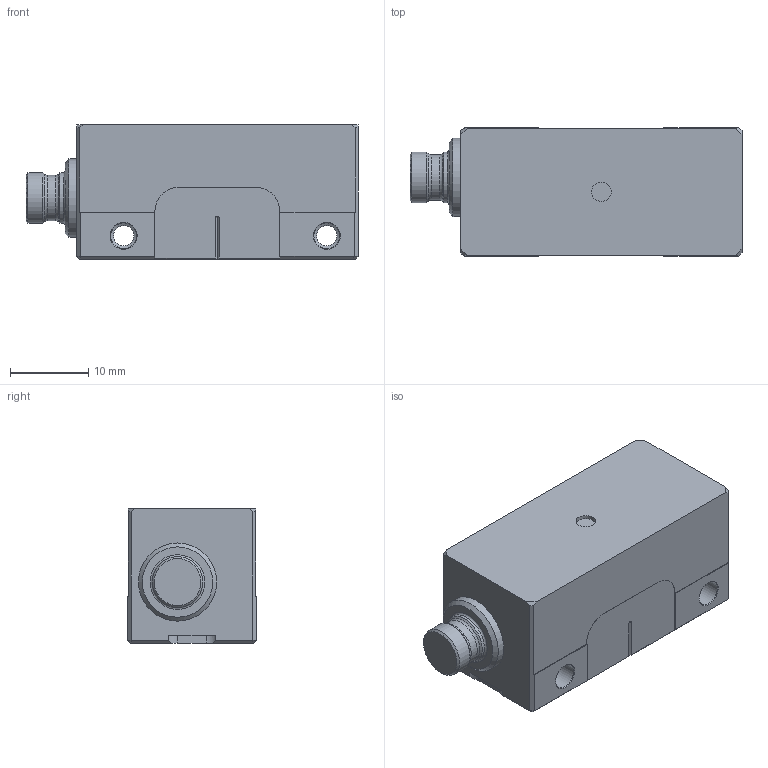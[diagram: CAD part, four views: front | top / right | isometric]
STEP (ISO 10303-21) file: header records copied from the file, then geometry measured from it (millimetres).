
FILE_DESCRIPTION(/* description */ (''),/* implementation_level */ '2;1');
FILE_NAME(/* name */ 'LA_9553_0220_B.stp',/* time_stamp */ '2016-02-05T11:44:33+00:00',/* author */ (''),/* organization */ (''),/* preprocessor_version */ 'ST-DEVELOPER v11',/* originating_system */ 'SIEMENS PLM Software NX 7.5',/* authorisation */ '');
FILE_SCHEMA (('AUTOMOTIVE_DESIGN { 1 0 10303 214 1 1 1 1 }'));
Length unit declared in the file: millimetre
Products named in the file (1): mw139B6C2gp3
Bounding box: 42.5 x 16.5 x 17.2 mm (x, y, z)
Volume: 10115.8 mm3; surface area: 3370.2 mm2
Topology: 1 solids, 1 shells, 105 faces, 269 edges, 165 vertices
Faces by surface type: plane 63, cylinder 23, cone 16, torus 3
Full cylindrical faces by diameter (mm): 2.5 x1, 2.6 x2, 3.3 x4, 5.8 x1, 6.5 x2, 10 x1
Entity records: 2946 total; most frequent: DIRECTION 504, CARTESIAN_POINT 498, ORIENTED_EDGE 466, EDGE_CURVE 233, LINE 174, VECTOR 174, AXIS2_PLACEMENT_3D 165, VERTEX_POINT 159
